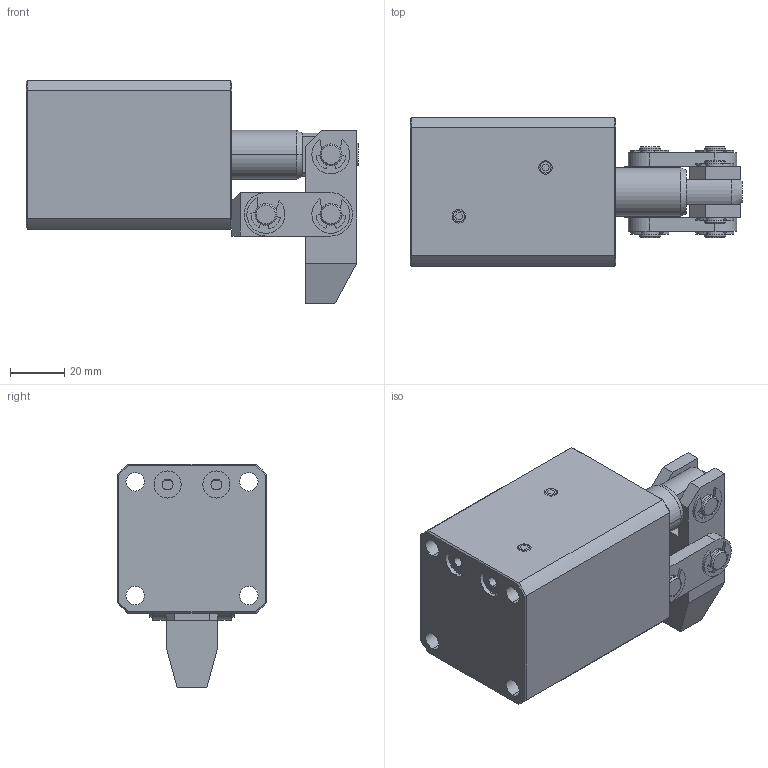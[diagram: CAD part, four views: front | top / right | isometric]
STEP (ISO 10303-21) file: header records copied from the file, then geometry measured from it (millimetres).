
FILE_DESCRIPTION (( 'STEP AP214' ), '1' );
FILE_NAME ('CHLC-M25R.STEP', '2019-11-25T06:21:18', ( 'Windows' ), ( 'Microsoft' ), 'SwSTEP 2.0', 'SolidWorks 2015', '' );
FILE_SCHEMA (( 'AUTOMOTIVE_DESIGN' ));
Length unit declared in the file: millimetre
Products named in the file (10): 揤旋; CHLC-25ZC; socket set screw cup point_iso_ISO 4029 - M5 x 6-N; chlc-m25bt; CHLC-25KKDC; CHLC-25CX; CHLC-25DX; CHLC-25HSG; CHLC-25LG; CHLC-M25R
Assembly tree (17 placements, depth 2):
  CHLC-M25R
    CHLC-25LG  x2
    CHLC-25HSG
    CHLC-25DX
    CHLC-25CX  x2
    CHLC-25KKDC  x6
    chlc-m25bt
    socket set screw cup point_iso_ISO 4029 - M5 x 6-N  x2
    CHLC-25ZC
    揤旋
Bounding box: 122.5 x 55 x 82.5 mm (x, y, z)
Volume: 241337.2 mm3; surface area: 55470.9 mm2
Topology: 17 solids, 17 shells, 358 faces, 839 edges, 534 vertices
Faces by surface type: cylinder 160, plane 148, cone 44, bspline 6
Entity records: 9391 total; most frequent: CARTESIAN_POINT 1434, DIRECTION 1154, ORIENTED_EDGE 998, EDGE_CURVE 499, AXIS2_PLACEMENT_3D 453, VERTEX_POINT 313, EDGE_LOOP 266, LINE 248
